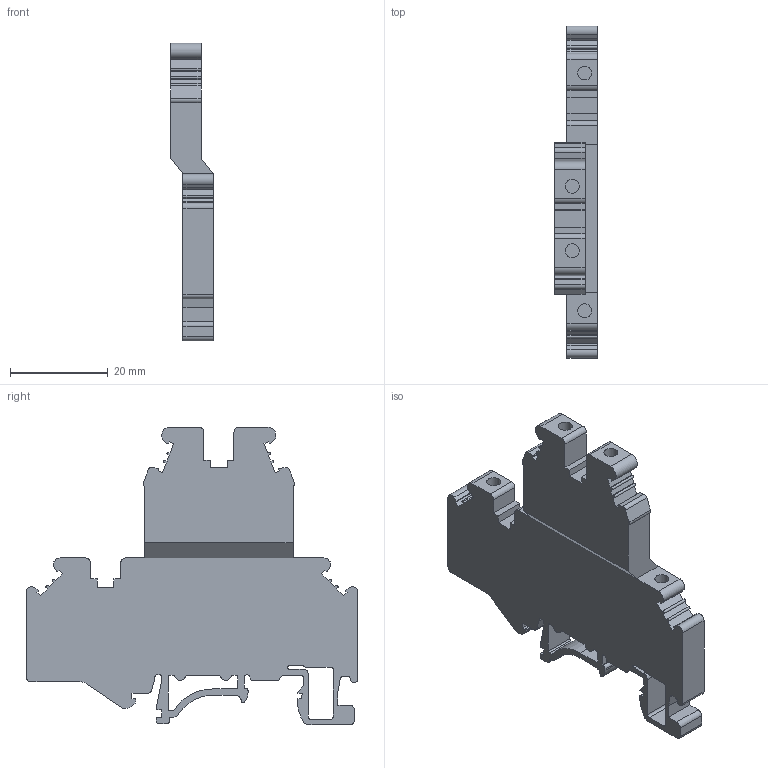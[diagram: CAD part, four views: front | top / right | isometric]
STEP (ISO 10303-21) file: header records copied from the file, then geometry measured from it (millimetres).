
FILE_DESCRIPTION( ('This file contains a STEP AP42 implementation' ,'as created by ZW3D STEP Interface translator.') ,'2;1' );
FILE_NAME( 'RTB4-2L傷赽-耀倰.stp' ,'24 220.144214', (''), ('ZWCAD Software Co.'), 'Version 1.0', 'ZW3D to STEP translator', '' );
FILE_SCHEMA(('AUTOMOTIVE_DESIGN { 1 0 10303 214 1 1 1 1 }'));
Length unit declared in the file: millimetre
Products named in the file (2): 0; RTB4-2L傷赽-耀倰
Bounding box: 8.7 x 68 x 61 mm (x, y, z)
Volume: 14704.8 mm3; surface area: 7573.6 mm2
Topology: 1 solids, 1 shells, 218 faces, 632 edges, 420 vertices
Faces by surface type: plane 141, cylinder 77
Full cylindrical faces by diameter (mm): 2.85 x4
Entity records: 7434 total; most frequent: CARTESIAN_POINT 1271, ORIENTED_EDGE 1264, DIRECTION 1224, EDGE_CURVE 632, VECTOR 478, LINE 478, VERTEX_POINT 420, AXIS2_PLACEMENT_3D 373
